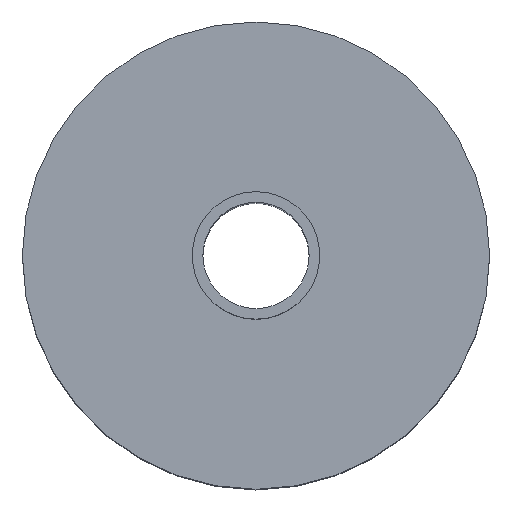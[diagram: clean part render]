
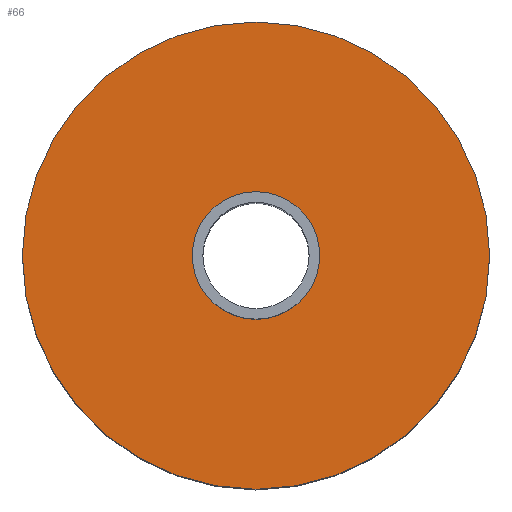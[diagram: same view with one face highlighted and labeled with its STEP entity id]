
A CAD part, top view. The second image highlights one B-rep face of the part: STEP entity #66.
In plain terms, the highlighted planar face has unit normal (0, 0, 1).
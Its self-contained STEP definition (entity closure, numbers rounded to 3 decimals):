
#66=ADVANCED_FACE('',(#96,#97),#78,.T.);
#78=PLANE('',#244);
#96=FACE_BOUND('',#128,.T.);
#97=FACE_BOUND('',#129,.T.);
#128=EDGE_LOOP('',(#160));
#129=EDGE_LOOP('',(#161));
#160=ORIENTED_EDGE('',*,*,#204,.T.);
#161=ORIENTED_EDGE('',*,*,#200,.F.);
#184=VERTEX_POINT('',#341);
#188=VERTEX_POINT('',#351);
#200=EDGE_CURVE('',#184,#184,#216,.T.);
#204=EDGE_CURVE('',#188,#188,#220,.T.);
#216=CIRCLE('',#237,22.);
#220=CIRCLE('',#243,6.);
#237=AXIS2_PLACEMENT_3D('',#340,#279,#280);
#243=AXIS2_PLACEMENT_3D('',#350,#291,#292);
#244=AXIS2_PLACEMENT_3D('',#352,#293,#294);
#279=DIRECTION('',(0.,0.,-1.));
#280=DIRECTION('',(1.,0.,0.));
#291=DIRECTION('',(0.,0.,-1.));
#292=DIRECTION('',(-1.,0.,0.));
#293=DIRECTION('',(0.,0.,1.));
#294=DIRECTION('',(1.,0.,0.));
#340=CARTESIAN_POINT('',(0.,0.,38.));
#341=CARTESIAN_POINT('',(22.,0.,38.));
#350=CARTESIAN_POINT('',(0.,0.,38.));
#351=CARTESIAN_POINT('',(-6.,0.,38.));
#352=CARTESIAN_POINT('',(0.,0.,38.));
